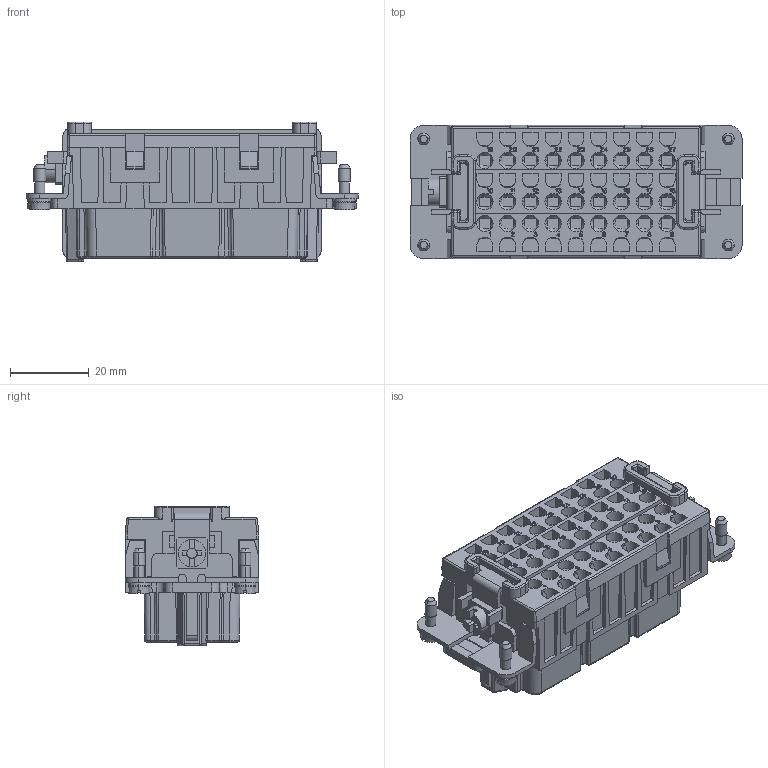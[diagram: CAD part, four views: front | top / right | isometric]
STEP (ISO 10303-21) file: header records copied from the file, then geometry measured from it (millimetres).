
FILE_DESCRIPTION(('Creo Elements/Direct Modeling STEP Export'),'2;1');
FILE_NAME('CDSF_27.stp','2012-02-20T16:54:15',(''),(''),'Creo Elements/Direct Modeling STEP processor for AP214 (Solid Model)','Creo Elements/Direct Modeling 17.0D 15-Jul-2011 (C) Parametric Technology GmbH','');
FILE_SCHEMA(('AUTOMOTIVE_DESIGN { 1 0 10303 214 1 1 1 1 }'));
Products named in the file (2): CDSF_27
Assembly tree (1 placements, depth 2):
  CDSF_27
    CDSF_27
Bounding box: 84.5 x 34 x 35.6 mm (x, y, z)
Volume: 53083.4 mm3; surface area: 23624.9 mm2
Topology: 1 solids, 2 shells, 6562 faces, 18459 edges, 12205 vertices
Faces by surface type: plane 5854, cylinder 467, cone 124, bspline 75, torus 22, extrusion 12, sphere 8
Entity records: 238137 total; most frequent: CARTESIAN_POINT 56942, ORIENTED_EDGE 36902, DIRECTION 30906, EDGE_CURVE 18451, VECTOR 16616, LINE 16604, VERTEX_POINT 12205, AXIS2_PLACEMENT_3D 7145
